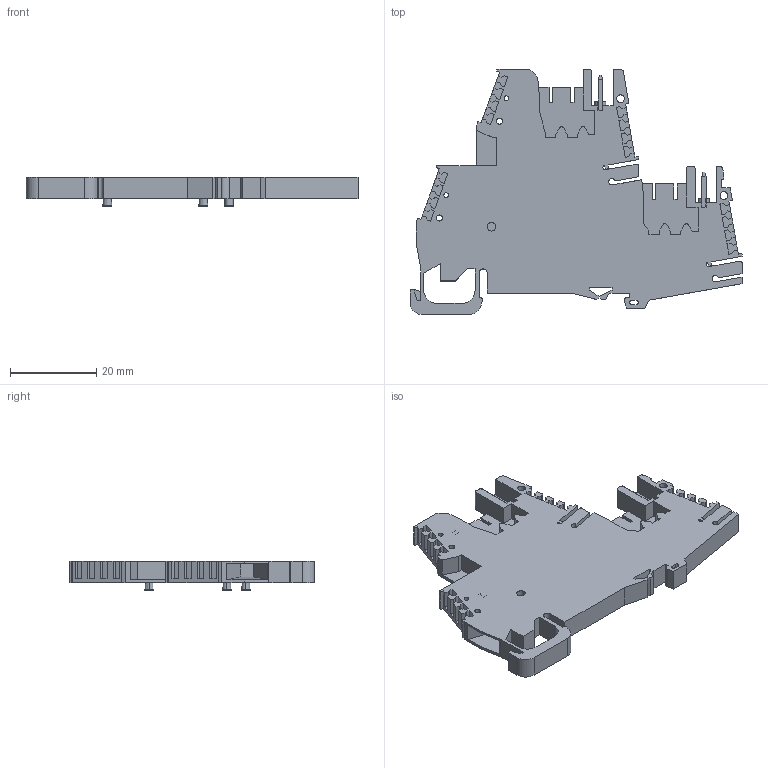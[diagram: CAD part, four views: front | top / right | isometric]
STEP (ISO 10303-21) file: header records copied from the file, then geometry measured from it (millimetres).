
FILE_DESCRIPTION (( 'STEP AP214' ), '1' );
FILE_NAME ('43561_DN-EMXDV.STEP', '2014-05-26T13:40:45', ( '' ), ( '' ), 'SwSTEP 2.0', 'SolidWorks 2013', '' );
FILE_SCHEMA (( 'AUTOMOTIVE_DESIGN' ));
Length unit declared in the file: millimetre
Products named in the file (2): 20451; 43561_DN-EMXDV
Assembly tree (1 placements, depth 2):
  43561_DN-EMXDV
    20451
Bounding box: 77.08 x 56.93 x 6.9 mm (x, y, z)
Volume: 11114.8 mm3; surface area: 9194.7 mm2
Topology: 1 solids, 1 shells, 475 faces, 1351 edges, 881 vertices
Faces by surface type: plane 373, cylinder 72, bspline 22, cone 8
Entity records: 20479 total; most frequent: CARTESIAN_POINT 3112, ORIENTED_EDGE 2694, DIRECTION 2428, EDGE_CURVE 1347, LINE 1142, VECTOR 1142, VERTEX_POINT 881, AXIS2_PLACEMENT_3D 643
